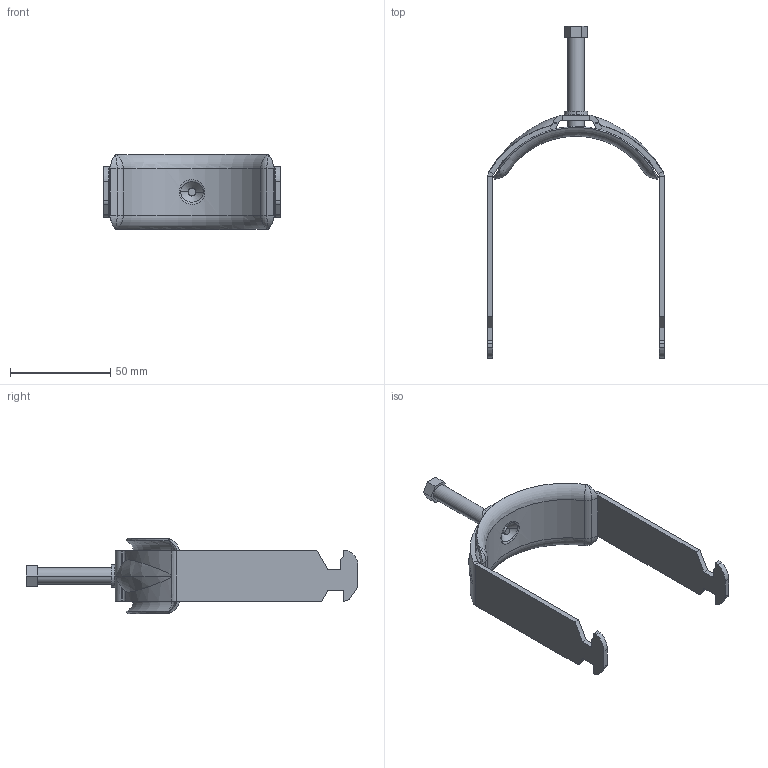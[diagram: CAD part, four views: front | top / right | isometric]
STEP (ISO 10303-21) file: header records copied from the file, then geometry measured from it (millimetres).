
FILE_DESCRIPTION (( 'STEP AP214' ), '1' );
FILE_NAME ('1156144.stp', '2017-07-06T06:39:10', ( '' ), ( '' ), 'SwSTEP 2.0', 'SolidWorks 2016', '' );
FILE_SCHEMA (( 'AUTOMOTIVE_DESIGN' ));
Length unit declared in the file: millimetre
Products named in the file (4): EB154-14-02_Standard; EB104-00-03_Druckschraube - M8 x 45; EB104-14-01_Standard; 1156144
Assembly tree (3 placements, depth 2):
  1156144
    EB104-14-01_Standard
    EB104-00-03_Druckschraube - M8 x 45
    EB154-14-02_Standard
Bounding box: 88 x 165.5 x 37.48 mm (x, y, z)
Volume: 24851.4 mm3; surface area: 25138.8 mm2
Topology: 3 solids, 3 shells, 210 faces, 496 edges, 295 vertices
Faces by surface type: plane 98, cylinder 54, bspline 28, torus 24, cone 6
Entity records: 9413 total; most frequent: CARTESIAN_POINT 4714, ORIENTED_EDGE 988, DIRECTION 870, EDGE_CURVE 494, AXIS2_PLACEMENT_3D 312, VERTEX_POINT 295, VECTOR 246, LINE 246
